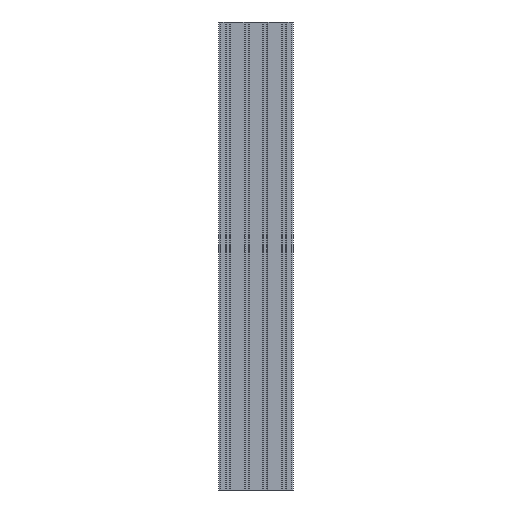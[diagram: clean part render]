
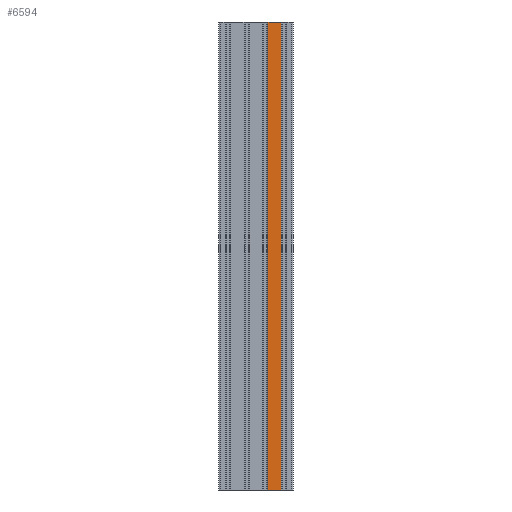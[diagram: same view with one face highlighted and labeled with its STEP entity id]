
A CAD part, front view. The second image highlights one B-rep face of the part: STEP entity #6594.
In plain terms, the highlighted planar face has unit normal (0, -1, 0).
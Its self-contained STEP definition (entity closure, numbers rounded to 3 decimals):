
#6536=CARTESIAN_POINT('',(108.8,0.0,1000.0));
#6537=VERTEX_POINT('',#6536);
#6545=CARTESIAN_POINT('',(108.8,0.0,0.0));
#6546=VERTEX_POINT('',#6545);
#6547=CARTESIAN_POINT('',(108.8,0.0,0.0));
#6548=DIRECTION('',(0.0,0.0,1.0));
#6549=VECTOR('',#6548,1000.0);
#6550=LINE('',#6547,#6549);
#6551=EDGE_CURVE('',#6546,#6537,#6550,.T.);
#6564=CARTESIAN_POINT('',(108.8,0.0,0.0));
#6565=DIRECTION('',(0.0,-1.0,0.0));
#6566=DIRECTION('',(0.0,0.0,-1.0));
#6567=AXIS2_PLACEMENT_3D('',#6564,#6565,#6566);
#6568=PLANE('',#6567);
#6569=CARTESIAN_POINT('',(80.0,0.0,1000.0));
#6570=VERTEX_POINT('',#6569);
#6571=CARTESIAN_POINT('',(108.8,0.0,1000.0));
#6572=DIRECTION('',(-1.0,0.0,0.0));
#6573=VECTOR('',#6572,28.8);
#6574=LINE('',#6571,#6573);
#6575=EDGE_CURVE('',#6537,#6570,#6574,.T.);
#6576=ORIENTED_EDGE('',*,*,#6575,.T.);
#6577=CARTESIAN_POINT('',(80.0,0.0,0.0));
#6578=VERTEX_POINT('',#6577);
#6579=CARTESIAN_POINT('',(80.0,0.0,0.0));
#6580=DIRECTION('',(0.0,0.0,1.0));
#6581=VECTOR('',#6580,1000.0);
#6582=LINE('',#6579,#6581);
#6583=EDGE_CURVE('',#6578,#6570,#6582,.T.);
#6584=ORIENTED_EDGE('',*,*,#6583,.F.);
#6585=CARTESIAN_POINT('',(80.0,0.0,0.0));
#6586=DIRECTION('',(1.0,0.0,0.0));
#6587=VECTOR('',#6586,28.8);
#6588=LINE('',#6585,#6587);
#6589=EDGE_CURVE('',#6578,#6546,#6588,.T.);
#6590=ORIENTED_EDGE('',*,*,#6589,.T.);
#6591=ORIENTED_EDGE('',*,*,#6551,.T.);
#6592=EDGE_LOOP('',(#6576,#6584,#6590,#6591));
#6593=FACE_OUTER_BOUND('',#6592,.T.);
#6594=ADVANCED_FACE('',(#6593),#6568,.T.);
